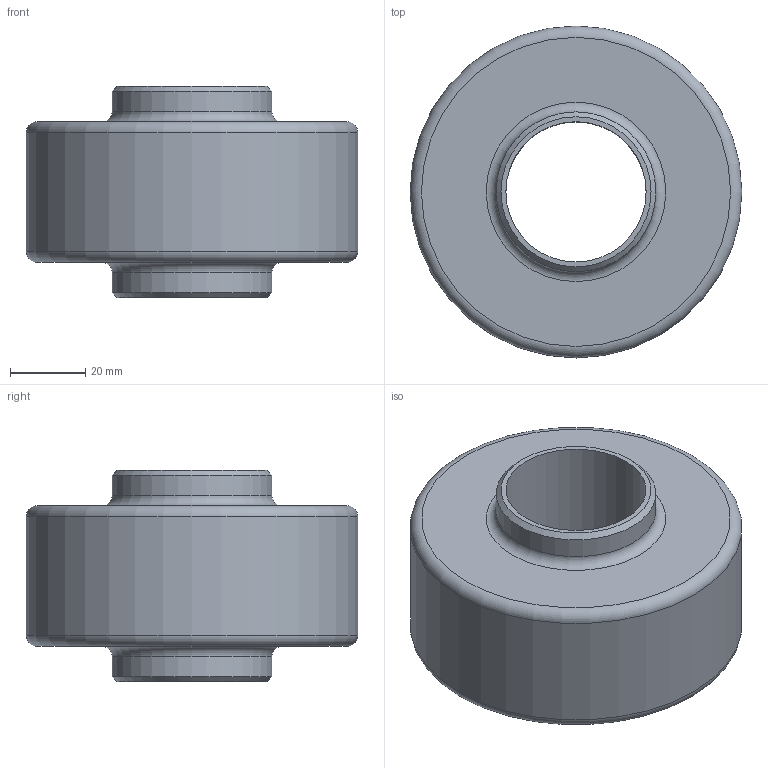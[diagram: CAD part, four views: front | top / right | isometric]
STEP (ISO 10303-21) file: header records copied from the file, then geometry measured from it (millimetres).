
FILE_DESCRIPTION(/* description */ ('STEP AP203'),/* implementation_level */ '2;1');
FILE_NAME(/* name */ 'Swivel Joint DGNS 32 42.4x2.6',/* time_stamp */ '2024-11-08T11:08:26+01:00',/* author */ ('License CC BY-ND 4.0'),/* organization */ ('CADENAS'),/* preprocessor_version */ 'ST-DEVELOPER v19.3',/* originating_system */ 'PARTsolutions',/* authorisation */ ' ');
FILE_SCHEMA (('CONFIG_CONTROL_DESIGN'));
Length unit declared in the file: millimetre
Products named in the file (1): Rohrdrehgelenk DGNS 32 42.4x2.6
Bounding box: 88 x 88 x 56 mm (x, y, z)
Volume: 191682.9 mm3; surface area: 28124.2 mm2
Topology: 1 solids, 1 shells, 14 faces, 24 edges, 14 vertices
Faces by surface type: plane 4, cylinder 4, torus 4, cone 2
Full cylindrical faces by diameter (mm): 37.2 x1, 42.4 x2, 88 x1
Entity records: 318 total; most frequent: DIRECTION 58, CARTESIAN_POINT 43, AXIS2_PLACEMENT_3D 29, ORIENTED_EDGE 28, EDGE_LOOP 28, FACE_BOUND 28, EDGE_CURVE 14, VERTEX_POINT 14
